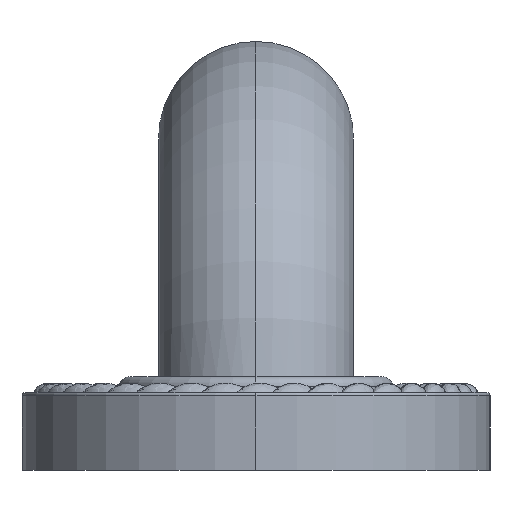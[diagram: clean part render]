
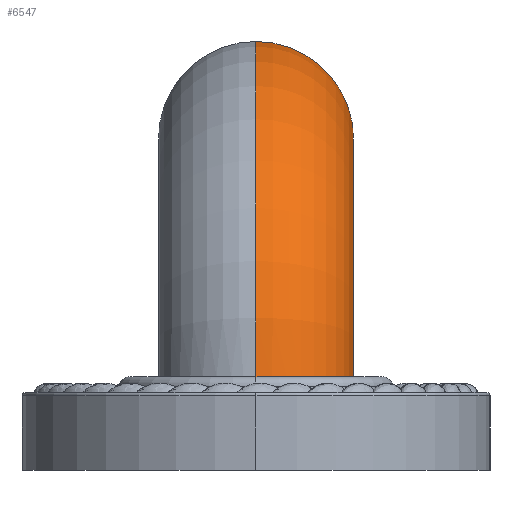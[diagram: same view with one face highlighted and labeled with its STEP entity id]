
A CAD part, left-side view. The second image highlights one B-rep face of the part: STEP entity #6547.
In plain terms, the highlighted toroidal (fillet/blend) face has major radius 41.275 mm and minor radius 15.875 mm.
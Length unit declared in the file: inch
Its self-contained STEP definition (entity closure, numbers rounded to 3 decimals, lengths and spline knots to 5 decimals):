
#2502=CARTESIAN_POINT('',(-6.375,0.,2.125));
#2503=DIRECTION('',(1.,0.,0.));
#2504=DIRECTION('',(0.,0.,1.));
#2505=AXIS2_PLACEMENT_3D('',#2502,#2503,#2504);
#2511=CARTESIAN_POINT('',(-6.375,0.,0.5));
#2512=DIRECTION('',(0.,1.,0.));
#2513=DIRECTION('',(-0.999,0.,0.044));
#2514=AXIS2_PLACEMENT_3D('',#2511,#2512,#2513);
#2516=CARTESIAN_POINT('',(-7.36999,0.,0.6));
#2547=CARTESIAN_POINT('',(-8.62278,0.,0.6));
#2549=CARTESIAN_POINT('',(-8.62278,0.,0.6));
#2550=CARTESIAN_POINT('',(-8.62278,-0.02263,0.6));
#2551=CARTESIAN_POINT('',(-8.62034,-0.06758,0.6));
#2552=CARTESIAN_POINT('',(-8.60936,-0.13456,0.6));
#2553=CARTESIAN_POINT('',(-8.59123,-0.19981,0.6));
#2554=CARTESIAN_POINT('',(-8.56611,-0.26285,0.6));
#2555=CARTESIAN_POINT('',(-8.53438,-0.32268,0.6));
#2556=CARTESIAN_POINT('',(-8.49625,-0.37888,0.6));
#2557=CARTESIAN_POINT('',(-8.4524,-0.43048,0.6));
#2558=CARTESIAN_POINT('',(-8.40303,-0.47721,0.6));
#2559=CARTESIAN_POINT('',(-8.3491,-0.51818,0.6));
#2560=CARTESIAN_POINT('',(-8.29079,-0.55324,0.6));
#2561=CARTESIAN_POINT('',(-8.22928,-0.58167,0.6));
#2562=CARTESIAN_POINT('',(-8.16474,-0.6034,0.6));
#2563=CARTESIAN_POINT('',(-8.09852,-0.61796,0.6));
#2564=CARTESIAN_POINT('',(-8.03075,-0.62532,0.6));
#2565=CARTESIAN_POINT('',(-7.9629,-0.62531,0.6));
#2566=CARTESIAN_POINT('',(-7.8951,-0.61793,0.6));
#2567=CARTESIAN_POINT('',(-7.8288,-0.60334,0.6));
#2568=CARTESIAN_POINT('',(-7.76414,-0.58156,0.6));
#2569=CARTESIAN_POINT('',(-7.70249,-0.55306,0.6));
#2570=CARTESIAN_POINT('',(-7.64404,-0.51791,0.6));
#2571=CARTESIAN_POINT('',(-7.58997,-0.47685,0.6));
#2572=CARTESIAN_POINT('',(-7.54049,-0.43003,0.6));
#2573=CARTESIAN_POINT('',(-7.49655,-0.37836,0.6));
#2574=CARTESIAN_POINT('',(-7.45837,-0.32212,0.6));
#2575=CARTESIAN_POINT('',(-7.42662,-0.26231,0.6));
#2576=CARTESIAN_POINT('',(-7.4015,-0.19934,0.6));
#2577=CARTESIAN_POINT('',(-7.38339,-0.13421,0.6));
#2578=CARTESIAN_POINT('',(-7.37242,-0.0674,0.6));
#2579=CARTESIAN_POINT('',(-7.36999,-0.02256,0.6));
#2580=CARTESIAN_POINT('',(-7.36999,0.,0.6));
#4996=CARTESIAN_POINT('',(-6.375,0.,0.5));
#4997=DIRECTION('',(0.,1.,0.));
#4998=DIRECTION('',(-0.995,0.,0.1));
#4999=AXIS2_PLACEMENT_3D('',#4996,#4997,#4998);
#5210=CARTESIAN_POINT('',(-6.375,0.,1.5));
#5211=CARTESIAN_POINT('',(-6.375,0.,2.75));
#5212=VERTEX_POINT('',#5210);
#5213=VERTEX_POINT('',#5211);
#5220=VERTEX_POINT('',#2516);
#5221=VERTEX_POINT('',#2547);
#6533=CARTESIAN_POINT('',(-6.375,0.,0.5));
#6534=DIRECTION('',(0.,1.,0.));
#6535=DIRECTION('',(1.,0.,0.));
#6536=AXIS2_PLACEMENT_3D('',#6533,#6534,#6535);
#6537=TOROIDAL_SURFACE('',#6536,1.625,0.625);
#6539=ORIENTED_EDGE('',*,*,#6538,.F.);
#6541=ORIENTED_EDGE('',*,*,#6540,.T.);
#6542=ORIENTED_EDGE('',*,*,#6523,.T.);
#6544=ORIENTED_EDGE('',*,*,#6543,.F.);
#6545=EDGE_LOOP('',(#6539,#6541,#6542,#6544));
#6546=FACE_OUTER_BOUND('',#6545,.F.);
#6547=ADVANCED_FACE('',(#6546),#6537,.T.);
#2506=CIRCLE('',#2505,0.625);
#2515=CIRCLE('',#2514,2.25);
#2581=B_SPLINE_CURVE_WITH_KNOTS('',3,(#2549,#2550,#2551,#2552,#2553,#2554,#2555,
#2556,#2557,#2558,#2559,#2560,#2561,#2562,#2563,#2564,#2565,#2566,#2567,#2568,
#2569,#2570,#2571,#2572,#2573,#2574,#2575,#2576,#2577,#2578,#2579,#2580),
.UNSPECIFIED.,.F.,.F.,(4,1,1,1,1,1,1,1,1,1,1,1,1,1,1,1,1,1,1,1,1,1,1,1,1,1,1,1,
1,4),(0.,0.03448,0.06897,0.10345,
0.13793,0.17241,0.2069,0.24138,
0.27586,0.31034,0.34483,0.37931,
0.41379,0.44828,0.48276,0.51724,
0.55172,0.58621,0.62069,0.65517,
0.68966,0.72414,0.75862,0.7931,
0.82759,0.86207,0.89655,0.93103,
0.96552,1.),.UNSPECIFIED.);
#5000=CIRCLE('',#4999,1.);
#6523=EDGE_CURVE('',#5213,#5212,#2506,.T.);
#6538=EDGE_CURVE('',#5221,#5220,#2581,.T.);
#6540=EDGE_CURVE('',#5221,#5213,#2515,.T.);
#6543=EDGE_CURVE('',#5220,#5212,#5000,.T.);
